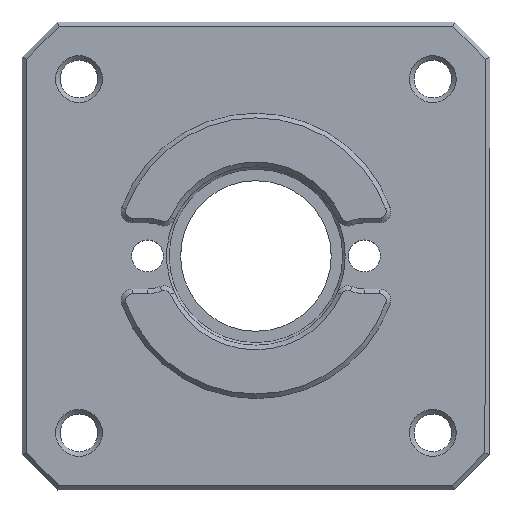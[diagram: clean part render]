
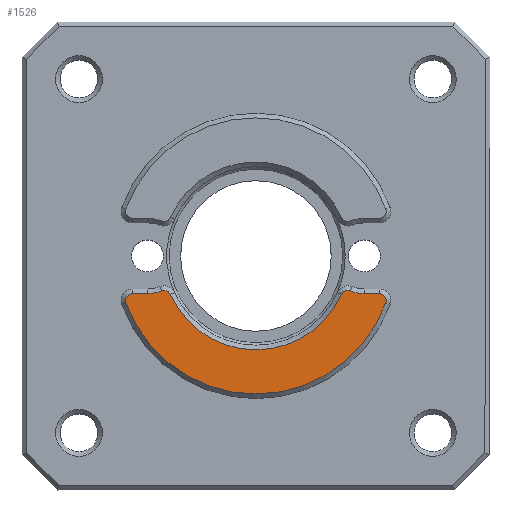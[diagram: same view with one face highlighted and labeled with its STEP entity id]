
A CAD part, top view. The second image highlights one B-rep face of the part: STEP entity #1526.
In plain terms, the highlighted planar face has unit normal (0, 0, 1).
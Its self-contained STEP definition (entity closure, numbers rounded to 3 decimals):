
#86=PLANE('',#1690);
#155=FACE_OUTER_BOUND('',#264,.T.);
#264=EDGE_LOOP('',(#1274,#1275,#1276,#1277,#1278,#1279,#1280,#1281,#1282,
#1283));
#392=LINE('',#2500,#534);
#398=LINE('',#2524,#540);
#534=VECTOR('',#2012,10.);
#540=VECTOR('',#2038,10.);
#627=CIRCLE('',#1660,0.6);
#628=CIRCLE('',#1662,3.3);
#630=CIRCLE('',#1666,0.6);
#632=CIRCLE('',#1669,12.1);
#634=CIRCLE('',#1672,0.6);
#636=CIRCLE('',#1676,3.3);
#639=CIRCLE('',#1680,0.6);
#640=CIRCLE('',#1682,8.225);
#746=VERTEX_POINT('',#2484);
#749=VERTEX_POINT('',#2489);
#750=VERTEX_POINT('',#2493);
#752=VERTEX_POINT('',#2499);
#754=VERTEX_POINT('',#2505);
#756=VERTEX_POINT('',#2511);
#758=VERTEX_POINT('',#2517);
#760=VERTEX_POINT('',#2523);
#762=VERTEX_POINT('',#2529);
#764=VERTEX_POINT('',#2535);
#916=EDGE_CURVE('',#749,#746,#627,.T.);
#917=EDGE_CURVE('',#746,#750,#628,.T.);
#920=EDGE_CURVE('',#750,#752,#392,.T.);
#923=EDGE_CURVE('',#752,#754,#630,.T.);
#926=EDGE_CURVE('',#754,#756,#632,.T.);
#929=EDGE_CURVE('',#756,#758,#634,.T.);
#932=EDGE_CURVE('',#758,#760,#398,.T.);
#935=EDGE_CURVE('',#760,#762,#636,.T.);
#940=EDGE_CURVE('',#762,#764,#639,.T.);
#941=EDGE_CURVE('',#764,#749,#640,.T.);
#1274=ORIENTED_EDGE('',*,*,#916,.F.);
#1275=ORIENTED_EDGE('',*,*,#941,.F.);
#1276=ORIENTED_EDGE('',*,*,#940,.F.);
#1277=ORIENTED_EDGE('',*,*,#935,.F.);
#1278=ORIENTED_EDGE('',*,*,#932,.F.);
#1279=ORIENTED_EDGE('',*,*,#929,.F.);
#1280=ORIENTED_EDGE('',*,*,#926,.F.);
#1281=ORIENTED_EDGE('',*,*,#923,.F.);
#1282=ORIENTED_EDGE('',*,*,#920,.F.);
#1283=ORIENTED_EDGE('',*,*,#917,.F.);
#1526=ADVANCED_FACE('',(#155),#86,.T.);
#1660=AXIS2_PLACEMENT_3D('',#2491,#2001,#2002);
#1662=AXIS2_PLACEMENT_3D('',#2494,#2005,#2006);
#1666=AXIS2_PLACEMENT_3D('',#2506,#2017,#2018);
#1669=AXIS2_PLACEMENT_3D('',#2512,#2024,#2025);
#1672=AXIS2_PLACEMENT_3D('',#2518,#2031,#2032);
#1676=AXIS2_PLACEMENT_3D('',#2530,#2043,#2044);
#1680=AXIS2_PLACEMENT_3D('',#2539,#2053,#2054);
#1682=AXIS2_PLACEMENT_3D('',#2541,#2057,#2058);
#1690=AXIS2_PLACEMENT_3D('',#2555,#2079,#2080);
#2001=DIRECTION('center_axis',(0.,0.,
-1.));
#2002=DIRECTION('ref_axis',(-0.374,0.927,0.));
#2005=DIRECTION('center_axis',(0.,0.,
1.));
#2006=DIRECTION('ref_axis',(0.,-1.,0.));
#2012=DIRECTION('',(1.,0.,0.));
#2017=DIRECTION('center_axis',(0.,0.,
-1.));
#2018=DIRECTION('ref_axis',(0.941,-0.339,0.));
#2024=DIRECTION('center_axis',(0.,0.,
-1.));
#2025=DIRECTION('ref_axis',(-0.941,-0.339,0.));
#2031=DIRECTION('center_axis',(0.,0.,
-1.));
#2032=DIRECTION('ref_axis',(0.,1.,0.));
#2038=DIRECTION('',(1.,0.,0.));
#2043=DIRECTION('center_axis',(0.,0.,
1.));
#2044=DIRECTION('ref_axis',(0.,-1.,0.));
#2053=DIRECTION('center_axis',(0.,0.,
-1.));
#2054=DIRECTION('ref_axis',(0.374,0.927,0.));
#2057=DIRECTION('center_axis',(0.,0.,
1.));
#2058=DIRECTION('ref_axis',(1.,0.,0.));
#2079=DIRECTION('center_axis',(0.,0.,
1.));
#2080=DIRECTION('ref_axis',(1.,0.,0.));
#2484=CARTESIAN_POINT('',(93.457,61.809,-36.206));
#2489=CARTESIAN_POINT('',(92.687,61.499,-36.206));
#2491=CARTESIAN_POINT('Origin',(93.234,61.253,-36.206));
#2493=CARTESIAN_POINT('',(94.685,61.572,-36.206));
#2494=CARTESIAN_POINT('Origin',(94.685,64.872,-36.206));
#2499=CARTESIAN_POINT('',(96.004,61.572,-36.206));
#2500=CARTESIAN_POINT('',(90.599,61.572,-36.206));
#2505=CARTESIAN_POINT('',(96.568,60.769,-36.206));
#2506=CARTESIAN_POINT('Origin',(96.004,60.972,-36.206));
#2511=CARTESIAN_POINT('',(73.803,60.769,-36.206));
#2512=CARTESIAN_POINT('Origin',(85.185,64.872,-36.206));
#2517=CARTESIAN_POINT('',(74.367,61.572,-36.206));
#2518=CARTESIAN_POINT('Origin',(74.367,60.972,-36.206));
#2523=CARTESIAN_POINT('',(75.685,61.572,-36.206));
#2524=CARTESIAN_POINT('',(80.44,61.572,-36.206));
#2529=CARTESIAN_POINT('',(76.914,61.809,-36.206));
#2530=CARTESIAN_POINT('Origin',(75.685,64.872,-36.206));
#2535=CARTESIAN_POINT('',(77.684,61.499,-36.206));
#2539=CARTESIAN_POINT('Origin',(77.137,61.253,-36.206));
#2541=CARTESIAN_POINT('Origin',(85.185,64.872,-36.206));
#2555=CARTESIAN_POINT('Origin',(85.194,64.872,-36.206));
